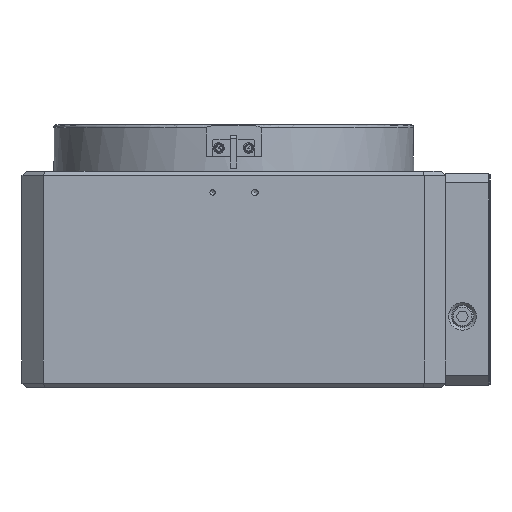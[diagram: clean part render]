
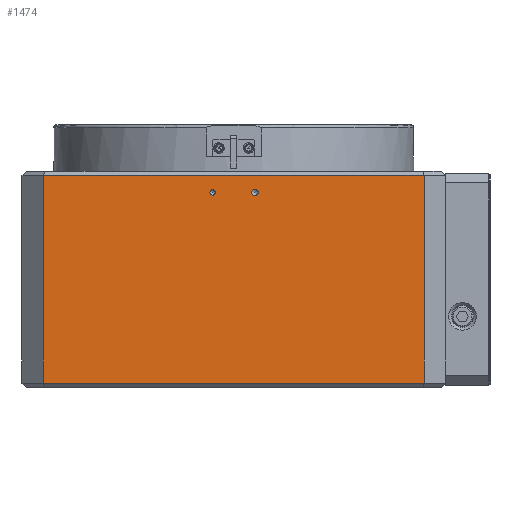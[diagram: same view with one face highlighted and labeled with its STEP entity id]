
A CAD part, left-side view. The second image highlights one B-rep face of the part: STEP entity #1474.
In plain terms, the highlighted planar face has unit normal (-1, 0, 0).
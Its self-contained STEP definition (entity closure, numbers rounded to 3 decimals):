
#1474 = ADVANCED_FACE( '', ( #3045, #3046, #3047 ), #3048, .F. );
#3045 = FACE_BOUND( '', #4673, .T. );
#3046 = FACE_BOUND( '', #4674, .T. );
#3047 = FACE_OUTER_BOUND( '', #4675, .T. );
#3048 = PLANE( '', #4676 );
#4673 = EDGE_LOOP( '', ( #7517 ) );
#4674 = EDGE_LOOP( '', ( #7518 ) );
#4675 = EDGE_LOOP( '', ( #7519, #7520, #7521, #7522 ) );
#4676 = AXIS2_PLACEMENT_3D( '', #7523, #7524, #7525 );
#7517 = ORIENTED_EDGE( '', *, *, #8999, .T. );
#7518 = ORIENTED_EDGE( '', *, *, #9046, .T. );
#7519 = ORIENTED_EDGE( '', *, *, #8959, .T. );
#7520 = ORIENTED_EDGE( '', *, *, #9038, .T. );
#7521 = ORIENTED_EDGE( '', *, *, #8737, .T. );
#7522 = ORIENTED_EDGE( '', *, *, #8915, .T. );
#7523 = CARTESIAN_POINT( '', ( -121., 100., 102. ) );
#7524 = DIRECTION( '', ( 1., 0., 0. ) );
#7525 = DIRECTION( '', ( 0., 1., 0. ) );
#8737 = EDGE_CURVE( '', #10296, #9395, #10297, .T. );
#8915 = EDGE_CURVE( '', #9395, #9219, #10531, .T. );
#8959 = EDGE_CURVE( '', #9219, #10590, #10592, .T. );
#8999 = EDGE_CURVE( '', #10634, #10634, #10635, .T. );
#9038 = EDGE_CURVE( '', #10590, #10296, #10684, .T. );
#9046 = EDGE_CURVE( '', #10693, #10693, #10694, .T. );
#9219 = VERTEX_POINT( '', #10925 );
#9395 = VERTEX_POINT( '', #11164 );
#10296 = VERTEX_POINT( '', #12653 );
#10297 = LINE( '', #12654, #12655 );
#10531 = LINE( '', #12950, #12951 );
#10590 = VERTEX_POINT( '', #13067 );
#10592 = LINE( '', #13070, #13071 );
#10634 = VERTEX_POINT( '', #13124 );
#10635 = CIRCLE( '', #13125, 1.5 );
#10684 = LINE( '', #13236, #13237 );
#10693 = VERTEX_POINT( '', #13304 );
#10694 = CIRCLE( '', #13305, 1.25 );
#10925 = CARTESIAN_POINT( '', ( -121., 90., 100. ) );
#11164 = CARTESIAN_POINT( '', ( -121., -90., 100. ) );
#12653 = CARTESIAN_POINT( '', ( -121., -90., 2. ) );
#12654 = CARTESIAN_POINT( '', ( -121., -90., 102. ) );
#12655 = VECTOR( '', #14401, 1000. );
#12950 = CARTESIAN_POINT( '', ( -121., 90., 100. ) );
#12951 = VECTOR( '', #14580, 1000. );
#13067 = CARTESIAN_POINT( '', ( -121., 90., 2. ) );
#13070 = CARTESIAN_POINT( '', ( -121., 90., 102. ) );
#13071 = VECTOR( '', #14625, 1000. );
#13124 = CARTESIAN_POINT( '', ( -121., -11.5, 92. ) );
#13125 = AXIS2_PLACEMENT_3D( '', #14646, #14647, #14648 );
#13236 = CARTESIAN_POINT( '', ( -121., 100., 2. ) );
#13237 = VECTOR( '', #14687, 1000. );
#13304 = CARTESIAN_POINT( '', ( -121., 8.75, 92. ) );
#13305 = AXIS2_PLACEMENT_3D( '', #14689, #14690, #14691 );
#14401 = DIRECTION( '', ( 0., 0., 1. ) );
#14580 = DIRECTION( '', ( 0., 1., 0. ) );
#14625 = DIRECTION( '', ( 0., 0., -1. ) );
#14646 = CARTESIAN_POINT( '', ( -121., -10., 92. ) );
#14647 = DIRECTION( '', ( 1., 0., 0. ) );
#14648 = DIRECTION( '', ( 0., -1., 0. ) );
#14687 = DIRECTION( '', ( 0., -1., 0. ) );
#14689 = CARTESIAN_POINT( '', ( -121., 10., 92. ) );
#14690 = DIRECTION( '', ( 1., 0., 0. ) );
#14691 = DIRECTION( '', ( 0., -1., 0. ) );
